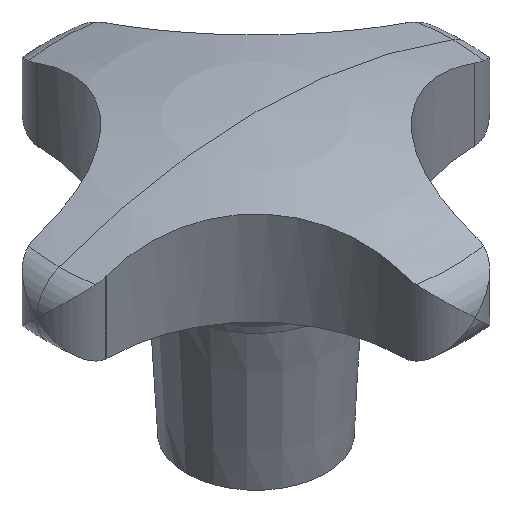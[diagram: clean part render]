
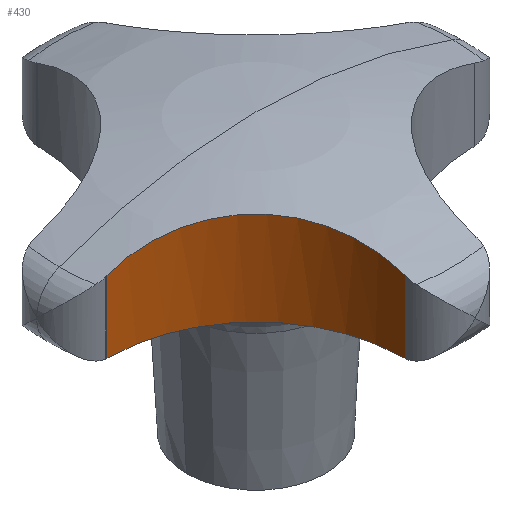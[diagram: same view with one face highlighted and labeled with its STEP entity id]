
A CAD part, isometric view. The second image highlights one B-rep face of the part: STEP entity #430.
In plain terms, the highlighted cylindrical face has radius 21 mm (diameter 42 mm), a partial arc.
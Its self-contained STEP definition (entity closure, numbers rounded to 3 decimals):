
#306=VERTEX_POINT('',#782);
#314=VERTEX_POINT('',#792);
#332=VERTEX_POINT('',#811);
#430=ADVANCED_FACE('',(#918),#919,.F.);
#478=VERTEX_POINT('',#972);
#526=EDGE_CURVE('',#306,#544,#1025,.T.);
#530=EDGE_CURVE('',#544,#596,#1029,.T.);
#544=VERTEX_POINT('',#1044);
#562=EDGE_CURVE('',#596,#616,#1064,.T.);
#586=EDGE_CURVE('',#314,#478,#1090,.T.);
#596=VERTEX_POINT('',#1100);
#604=EDGE_CURVE('',#616,#314,#1108,.T.);
#614=EDGE_CURVE('',#306,#332,#1118,.T.);
#616=VERTEX_POINT('',#1120);
#620=EDGE_CURVE('',#702,#332,#1124,.T.);
#698=EDGE_CURVE('',#478,#702,#1211,.T.);
#702=VERTEX_POINT('',#1216);
#782=CARTESIAN_POINT('',(-4.999,-26.403,25.014));
#792=CARTESIAN_POINT('',(-26.025,-4.995,25.0));
#811=CARTESIAN_POINT('',(-4.999,-26.403,35.352));
#918=FACE_OUTER_BOUND('',#1637,.T.);
#919=CYLINDRICAL_SURFACE('',#1638,21.0);
#972=CARTESIAN_POINT('',(-26.403,-4.999,25.014));
#1025=B_SPLINE_CURVE_WITH_KNOTS('',3,(#1827,#1828,#1829,#1830),.UNSPECIFIED.,.F.,.F.,(4,4),(-8.475,-8.097),.UNSPECIFIED.);
#1029=CIRCLE('',#1837,21.0);
#1044=CARTESIAN_POINT('',(-4.995,-26.025,25.0));
#1064=B_SPLINE_CURVE_WITH_KNOTS('',3,(#1905,#1906,#1907,#1908,#1909,#1910,#1911,#1912,#1913,#1914,#1915,#1916,#1917,#1918,#1919,#1920,#1921,#1922,#1923,#1924),.UNSPECIFIED.,.F.,.F.,(4,2,2,2,2,2,2,2,2,4),(-5.619,-4.944,-4.222,-3.754,-3.511,-3.351,-3.197,-2.988,-2.511,-1.04),.UNSPECIFIED.);
#1090=B_SPLINE_CURVE_WITH_KNOTS('',3,(#1970,#1971,#1972,#1973),.UNSPECIFIED.,.F.,.F.,(4,4),(-0.457,-0.078),.UNSPECIFIED.);
#1100=CARTESIAN_POINT('',(-9.608,-12.863,25.0));
#1108=CIRCLE('',#2033,21.0);
#1118=LINE('',#2068,#2069);
#1120=CARTESIAN_POINT('',(-12.863,-9.608,25.0));
#1124=B_SPLINE_CURVE_WITH_KNOTS('',3,(#2077,#2078,#2079,#2080,#2081,#2082,#2083,#2084,#2085,#2086,#2087,#2088,#2089,#2090,#2091,#2092,#2093,#2094,#2095,#2096,#2097,#2098),.UNSPECIFIED.,.F.,.F.,(4,2,2,2,2,2,2,2,2,2,4),(25.22,28.731,32.243,35.754,39.265,42.681,46.097,49.513,52.929,56.478,58.254),.UNSPECIFIED.);
#1211=LINE('',#2327,#2328);
#1216=CARTESIAN_POINT('',(-26.403,-4.999,35.352));
#1637=EDGE_LOOP('',(#2563,#2564,#2565,#2566,#2567,#2568,#2569,#2570));
#1638=AXIS2_PLACEMENT_3D('',#2571,#2572,#2573);
#1827=CARTESIAN_POINT('',(-4.999,-26.403,25.014));
#1828=CARTESIAN_POINT('',(-4.997,-26.277,25.005));
#1829=CARTESIAN_POINT('',(-4.995,-26.151,25.0));
#1830=CARTESIAN_POINT('',(-4.995,-26.025,25.0));
#1837=AXIS2_PLACEMENT_3D('',#2694,#2695,#2696);
#1905=CARTESIAN_POINT('',(-9.608,-12.863,25.0));
#1906=CARTESIAN_POINT('',(-9.749,-12.686,25.0));
#1907=CARTESIAN_POINT('',(-9.894,-12.512,24.999));
#1908=CARTESIAN_POINT('',(-10.199,-12.155,24.997));
#1909=CARTESIAN_POINT('',(-10.36,-11.974,24.995));
#1910=CARTESIAN_POINT('',(-10.631,-11.679,24.993));
#1911=CARTESIAN_POINT('',(-10.739,-11.564,24.992));
#1912=CARTESIAN_POINT('',(-10.904,-11.391,24.992));
#1913=CARTESIAN_POINT('',(-10.961,-11.332,24.992));
#1914=CARTESIAN_POINT('',(-11.056,-11.236,24.991));
#1915=CARTESIAN_POINT('',(-11.094,-11.198,24.991));
#1916=CARTESIAN_POINT('',(-11.169,-11.123,24.991));
#1917=CARTESIAN_POINT('',(-11.205,-11.086,24.991));
#1918=CARTESIAN_POINT('',(-11.292,-11.001,24.992));
#1919=CARTESIAN_POINT('',(-11.343,-10.952,24.992));
#1920=CARTESIAN_POINT('',(-11.509,-10.791,24.992));
#1921=CARTESIAN_POINT('',(-11.625,-10.68,24.993));
#1922=CARTESIAN_POINT('',(-12.107,-10.236,24.996));
#1923=CARTESIAN_POINT('',(-12.48,-9.915,25.0));
#1924=CARTESIAN_POINT('',(-12.863,-9.608,25.0));
#1970=CARTESIAN_POINT('',(-26.025,-4.995,25.0));
#1971=CARTESIAN_POINT('',(-26.151,-4.995,25.0));
#1972=CARTESIAN_POINT('',(-26.277,-4.997,25.005));
#1973=CARTESIAN_POINT('',(-26.403,-4.999,25.014));
#2033=AXIS2_PLACEMENT_3D('',#2774,#2775,#2776);
#2068=CARTESIAN_POINT('',(-4.999,-26.403,0.));
#2069=VECTOR('',#2779,1.0);
#2077=CARTESIAN_POINT('',(-26.403,-4.999,35.352));
#2078=CARTESIAN_POINT('',(-25.299,-4.978,35.74));
#2079=CARTESIAN_POINT('',(-24.14,-5.044,36.114));
#2080=CARTESIAN_POINT('',(-21.793,-5.386,36.796));
#2081=CARTESIAN_POINT('',(-20.605,-5.662,37.103));
#2082=CARTESIAN_POINT('',(-18.283,-6.424,37.627));
#2083=CARTESIAN_POINT('',(-17.148,-6.911,37.844));
#2084=CARTESIAN_POINT('',(-15.,-8.062,38.176));
#2085=CARTESIAN_POINT('',(-13.988,-8.727,38.291));
#2086=CARTESIAN_POINT('',(-12.171,-10.146,38.423));
#2087=CARTESIAN_POINT('',(-11.299,-10.946,38.447));
#2088=CARTESIAN_POINT('',(-9.685,-12.713,38.397));
#2089=CARTESIAN_POINT('',(-8.943,-13.679,38.322));
#2090=CARTESIAN_POINT('',(-7.643,-15.716,38.077));
#2091=CARTESIAN_POINT('',(-7.084,-16.789,37.906));
#2092=CARTESIAN_POINT('',(-6.172,-18.965,37.483));
#2093=CARTESIAN_POINT('',(-5.818,-20.069,37.231));
#2094=CARTESIAN_POINT('',(-5.298,-22.26,36.667));
#2095=CARTESIAN_POINT('',(-5.119,-23.43,36.331));
#2096=CARTESIAN_POINT('',(-5.001,-25.209,35.762));
#2097=CARTESIAN_POINT('',(-4.987,-25.806,35.562));
#2098=CARTESIAN_POINT('',(-4.999,-26.403,35.352));
#2327=CARTESIAN_POINT('',(-26.403,-4.999,0.));
#2328=VECTOR('',#2873,1.0);
#2563=ORIENTED_EDGE('',*,*,#620,.F.);
#2564=ORIENTED_EDGE('',*,*,#698,.F.);
#2565=ORIENTED_EDGE('',*,*,#586,.F.);
#2566=ORIENTED_EDGE('',*,*,#604,.F.);
#2567=ORIENTED_EDGE('',*,*,#562,.F.);
#2568=ORIENTED_EDGE('',*,*,#530,.F.);
#2569=ORIENTED_EDGE('',*,*,#526,.F.);
#2570=ORIENTED_EDGE('',*,*,#614,.T.);
#2571=CARTESIAN_POINT('',(-25.995,-25.995,0.));
#2572=DIRECTION('',(0.,0.,-1.0));
#2573=DIRECTION('',(-0.019,1.,0.));
#2694=CARTESIAN_POINT('',(-25.995,-25.995,25.0));
#2695=DIRECTION('',(0.,0.,1.0));
#2696=DIRECTION('',(-0.019,1.,0.));
#2774=CARTESIAN_POINT('',(-25.995,-25.995,25.0));
#2775=DIRECTION('',(0.,0.,1.0));
#2776=DIRECTION('',(-0.019,1.,0.));
#2779=DIRECTION('',(0.0,0.,1.0));
#2873=DIRECTION('',(0.0,0.,1.0));
